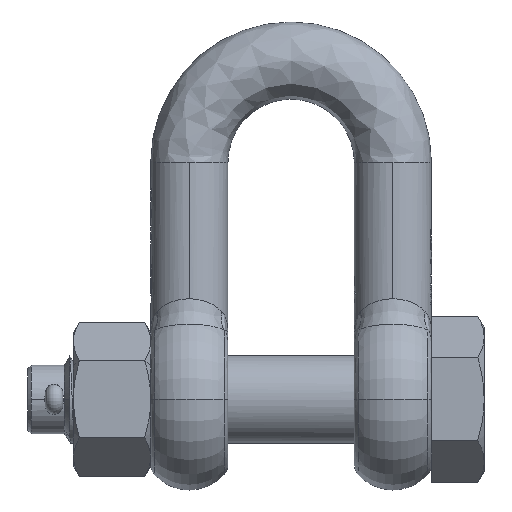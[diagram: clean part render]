
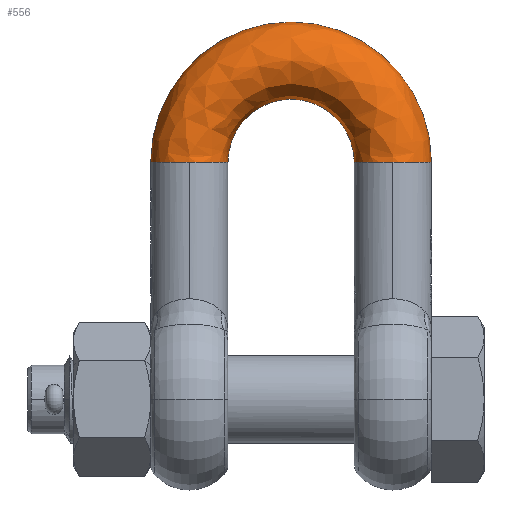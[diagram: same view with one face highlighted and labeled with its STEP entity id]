
A CAD part, top view. The second image highlights one B-rep face of the part: STEP entity #556.
In plain terms, the highlighted free-form (B-spline) face has degree [3, 3] with [4, 4] control points.
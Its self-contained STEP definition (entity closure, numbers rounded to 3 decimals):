
#556=ADVANCED_FACE('NONE',(#1678),#1679,.F.);
#1678=FACE_OUTER_BOUND('',#10465,.T.);
#1679=(B_SPLINE_SURFACE(3,3,((#10467,#10468,#10469,#10470),(#10471,#10472,#10473,#10474),(#10475,#10476,#10477,#10478),(#10479,#10480,#10481,#10482)),.UNSPECIFIED.,.F.,.F.,.F.)B_SPLINE_SURFACE_WITH_KNOTS((4,4),(4,4),(0.0,1.0),(0.0,1.0),.UNSPECIFIED.)RATIONAL_B_SPLINE_SURFACE(((1.0,0.333,0.333,1.0),(0.333,0.111,0.111,0.333),(0.333,0.111,0.111,0.333),(1.0,0.333,0.333,1.0)))BOUNDED_SURFACE()REPRESENTATION_ITEM('')GEOMETRIC_REPRESENTATION_ITEM()SURFACE());
#10465=EDGE_LOOP('',(#15336,#15337,#15338,#15339,#15340,#15341));
#10467=CARTESIAN_POINT('',(-18.0,67.5,0.));
#10468=CARTESIAN_POINT('',(-18.0,103.5,0.));
#10469=CARTESIAN_POINT('',(18.,103.5,0.));
#10470=CARTESIAN_POINT('',(18.0,67.5,0.));
#10471=CARTESIAN_POINT('',(-18.0,67.5,22.0));
#10472=CARTESIAN_POINT('',(-18.0,103.5,22.0));
#10473=CARTESIAN_POINT('',(18.,103.5,22.0));
#10474=CARTESIAN_POINT('',(18.0,67.5,22.0));
#10475=CARTESIAN_POINT('',(-40.0,67.5,22.0));
#10476=CARTESIAN_POINT('',(-40.0,147.5,22.0));
#10477=CARTESIAN_POINT('',(40.,147.5,22.0));
#10478=CARTESIAN_POINT('',(40.0,67.5,22.0));
#10479=CARTESIAN_POINT('',(-40.0,67.5,0.));
#10480=CARTESIAN_POINT('',(-40.0,147.5,0.));
#10481=CARTESIAN_POINT('',(40.,147.5,0.));
#10482=CARTESIAN_POINT('',(40.0,67.5,0.));
#15336=ORIENTED_EDGE('',*,*,#17286,.F.);
#15337=ORIENTED_EDGE('',*,*,#17820,.T.);
#15338=ORIENTED_EDGE('',*,*,#17821,.T.);
#15339=ORIENTED_EDGE('',*,*,#17184,.T.);
#15340=ORIENTED_EDGE('',*,*,#17822,.T.);
#15341=ORIENTED_EDGE('',*,*,#17711,.F.);
#17184=EDGE_CURVE('NONE',#19375,#19376,#19377,.T.);
#17286=EDGE_CURVE('NONE',#19577,#19579,#19580,.T.);
#17711=EDGE_CURVE('NONE',#19579,#20283,#20284,.T.);
#17820=EDGE_CURVE('NONE',#19577,#20495,#20496,.T.);
#17821=EDGE_CURVE('NONE',#20495,#19375,#20497,.T.);
#17822=EDGE_CURVE('NONE',#19376,#20283,#20498,.T.);
#19375=VERTEX_POINT('NONE',#27311);
#19376=VERTEX_POINT('NONE',#27312);
#19377=CIRCLE('',#27313,11.0);
#19577=VERTEX_POINT('NONE',#27873);
#19579=VERTEX_POINT('NONE',#27875);
#19580=CIRCLE('',#27876,11.0);
#20283=VERTEX_POINT('NONE',#30433);
#20284=CIRCLE('',#30434,11.0);
#20495=VERTEX_POINT('NONE',#31167);
#20496=CIRCLE('',#31168,18.0);
#20497=CIRCLE('',#31169,11.0);
#20498=CIRCLE('',#31170,40.0);
#27311=CARTESIAN_POINT('',(29.0,67.5,11.0));
#27312=CARTESIAN_POINT('',(40.0,67.5,0.));
#27313=AXIS2_PLACEMENT_3D('',#32849,#32850,#32851);
#27873=CARTESIAN_POINT('',(-18.0,67.5,0.));
#27875=CARTESIAN_POINT('',(-29.0,67.5,11.0));
#27876=AXIS2_PLACEMENT_3D('',#32951,#32952,#32953);
#30433=CARTESIAN_POINT('',(-40.0,67.5,0.));
#30434=AXIS2_PLACEMENT_3D('',#33308,#33309,#33310);
#31167=CARTESIAN_POINT('',(18.0,67.5,0.));
#31168=AXIS2_PLACEMENT_3D('',#33395,#33396,#33397);
#31169=AXIS2_PLACEMENT_3D('',#33398,#33399,#33400);
#31170=AXIS2_PLACEMENT_3D('',#33401,#33402,#33403);
#32849=CARTESIAN_POINT('',(29.0,67.5,0.0));
#32850=DIRECTION('',(0.0,1.0,0.0));
#32851=DIRECTION('',(1.0,0.0,0.));
#32951=CARTESIAN_POINT('',(-29.0,67.5,0.));
#32952=DIRECTION('',(0.0,-1.0,0.0));
#32953=DIRECTION('',(0.0,0.0,-1.0));
#33308=CARTESIAN_POINT('',(-29.0,67.5,0.));
#33309=DIRECTION('',(0.0,-1.0,0.0));
#33310=DIRECTION('',(0.0,0.0,-1.0));
#33395=CARTESIAN_POINT('',(0.0,67.5,0.));
#33396=DIRECTION('',(0.0,0.0,-1.0));
#33397=DIRECTION('',(-1.0,0.0,0.0));
#33398=CARTESIAN_POINT('',(29.0,67.5,0.0));
#33399=DIRECTION('',(0.0,1.0,0.0));
#33400=DIRECTION('',(1.0,0.0,0.));
#33401=CARTESIAN_POINT('',(0.0,67.5,0.));
#33402=DIRECTION('',(0.0,0.0,1.0));
#33403=DIRECTION('',(-1.0,0.0,0.0));
